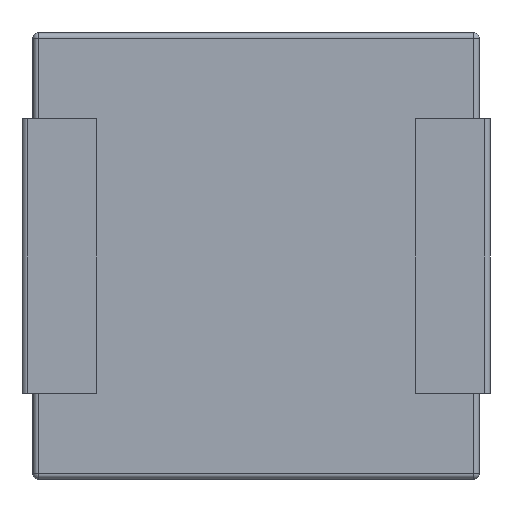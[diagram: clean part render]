
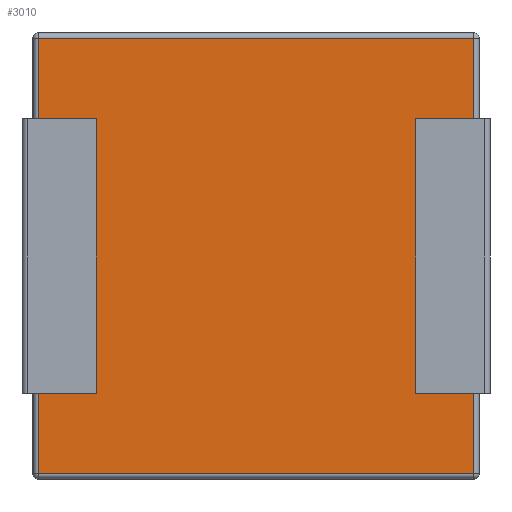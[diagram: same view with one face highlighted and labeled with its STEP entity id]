
A CAD part, front view. The second image highlights one B-rep face of the part: STEP entity #3010.
In plain terms, the highlighted planar face has unit normal (0, -1, 0).
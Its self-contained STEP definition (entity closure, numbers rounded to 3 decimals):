
#711 = EDGE_CURVE ( 'NONE', #4219, #7052, #10267, .T. ) ;
#1047 = DIRECTION ( 'NONE',  ( 0., -1., 0. ) ) ;
#1102 = CARTESIAN_POINT ( 'NONE',  ( -4.03, 0., -4.03 ) ) ;
#1150 = VECTOR ( 'NONE', #7367, 1000. ) ;
#1530 = DIRECTION ( 'NONE',  ( -1., 0., 0. ) ) ;
#2464 = EDGE_CURVE ( 'NONE', #7797, #3637, #4104, .T. ) ;
#3010 = ADVANCED_FACE ( 'NONE', ( #7872 ), #7434, .T. ) ;
#3135 = VECTOR ( 'NONE', #8781, 1000. ) ;
#3437 = EDGE_CURVE ( 'NONE', #7052, #7797, #3671, .T. ) ;
#3637 = VERTEX_POINT ( 'NONE', #1102 ) ;
#3671 = LINE ( 'NONE', #4130, #9255 ) ;
#3773 = CARTESIAN_POINT ( 'NONE',  ( -4.03, 0., 4.03 ) ) ;
#4104 = LINE ( 'NONE', #9193, #1150 ) ;
#4130 = CARTESIAN_POINT ( 'NONE',  ( -4.13, 0., 4.03 ) ) ;
#4219 = VERTEX_POINT ( 'NONE', #8830 ) ;
#4387 = ORIENTED_EDGE ( 'NONE', *, *, #711, .T. ) ;
#5563 = ORIENTED_EDGE ( 'NONE', *, *, #3437, .T. ) ;
#6804 = EDGE_LOOP ( 'NONE', ( #7203, #4387, #5563, #7818 ) ) ;
#7052 = VERTEX_POINT ( 'NONE', #9973 ) ;
#7203 = ORIENTED_EDGE ( 'NONE', *, *, #9541, .T. ) ;
#7346 = AXIS2_PLACEMENT_3D ( 'NONE', #10906, #1047, #7474 ) ;
#7367 = DIRECTION ( 'NONE',  ( 0., 0., -1. ) ) ;
#7434 = PLANE ( 'NONE',  #7346 ) ;
#7474 = DIRECTION ( 'NONE',  ( 0., 0., -1. ) ) ;
#7657 = LINE ( 'NONE', #9960, #9189 ) ;
#7797 = VERTEX_POINT ( 'NONE', #3773 ) ;
#7818 = ORIENTED_EDGE ( 'NONE', *, *, #2464, .T. ) ;
#7872 = FACE_OUTER_BOUND ( 'NONE', #6804, .T. ) ;
#8781 = DIRECTION ( 'NONE',  ( 0., 0., 1. ) ) ;
#8830 = CARTESIAN_POINT ( 'NONE',  ( 4.03, 0., -4.03 ) ) ;
#8889 = CARTESIAN_POINT ( 'NONE',  ( 4.03, 0., 4.13 ) ) ;
#9189 = VECTOR ( 'NONE', #9878, 1000. ) ;
#9193 = CARTESIAN_POINT ( 'NONE',  ( -4.03, 0., -4.13 ) ) ;
#9255 = VECTOR ( 'NONE', #1530, 1000. ) ;
#9541 = EDGE_CURVE ( 'NONE', #3637, #4219, #7657, .T. ) ;
#9878 = DIRECTION ( 'NONE',  ( 1., 0., 0. ) ) ;
#9960 = CARTESIAN_POINT ( 'NONE',  ( 4.13, 0., -4.03 ) ) ;
#9973 = CARTESIAN_POINT ( 'NONE',  ( 4.03, 0., 4.03 ) ) ;
#10267 = LINE ( 'NONE', #8889, #3135 ) ;
#10906 = CARTESIAN_POINT ( 'NONE',  ( 0., 0., 0. ) ) ;
